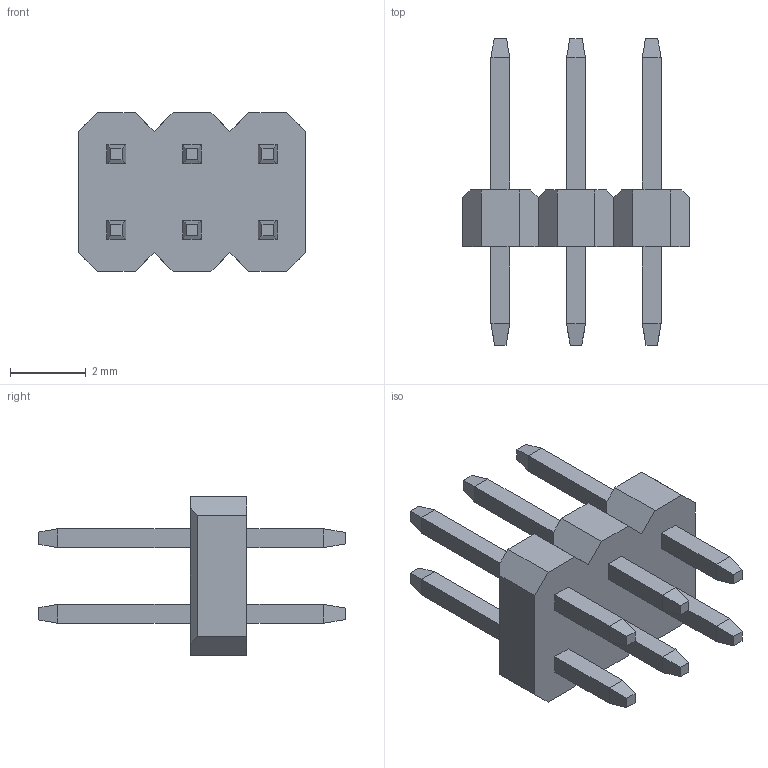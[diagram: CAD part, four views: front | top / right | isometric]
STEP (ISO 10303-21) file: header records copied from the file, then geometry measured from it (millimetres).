
FILE_DESCRIPTION (( 'STEP AP214' ), '1' );
FILE_NAME ('User Library-PLD2-6.STEP', '2020-06-22T13:31:04', ( '' ), ( '' ), 'SwSTEP 2.0', 'SolidWorks 2019', '' );
FILE_SCHEMA (( 'AUTOMOTIVE_DESIGN' ));
Length unit declared in the file: millimetre
Products named in the file (1): User Library-PLD2-6
Bounding box: 6 x 8.1 x 4.2 mm (x, y, z)
Volume: 44.5 mm3; surface area: 153.9 mm2
Topology: 1 solids, 1 shells, 138 faces, 320 edges, 196 vertices
Faces by surface type: plane 138
Entity records: 4990 total; most frequent: CARTESIAN_POINT 655, ORIENTED_EDGE 640, DIRECTION 598, EDGE_CURVE 320, VECTOR 320, LINE 320, VERTEX_POINT 196, EDGE_LOOP 150
